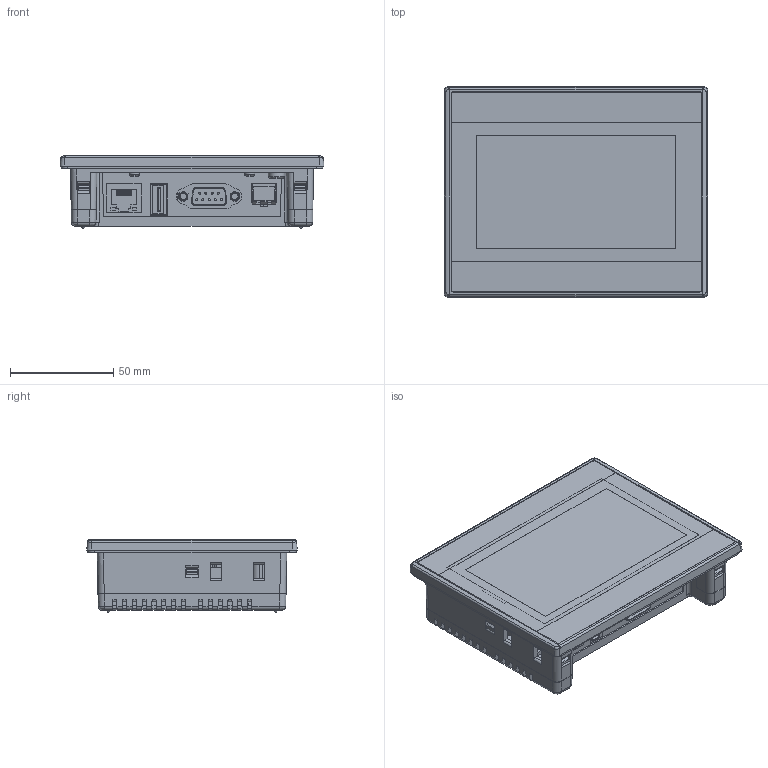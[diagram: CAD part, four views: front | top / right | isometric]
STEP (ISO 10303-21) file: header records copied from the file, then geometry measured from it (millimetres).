
FILE_DESCRIPTION(/* description */ (''),/* implementation_level */ '2;1');
FILE_NAME(/* name */ 'HC-4.3C.stp',/* time_stamp */ '2024-02-18T09:55:15+08:00',/* author */ (''),/* organization */ (''),/* preprocessor_version */ 'ST-DEVELOPER v15',/* originating_system */ 'SIEMENS PLM Software NX 8.5',/* authorisation */ '');
FILE_SCHEMA (('CONFIG_CONTROL_DESIGN'));
Products named in the file (1): HC-4.3C
Bounding box: 128 x 102 x 35.2 mm (x, y, z)
Volume: 140077.5 mm3; surface area: 175393.4 mm2
Topology: 28 solids, 28 shells, 1865 faces, 5524 edges, 3636 vertices
Faces by surface type: plane 1348, cylinder 454, torus 22, sphere 21, bspline 20
Full cylindrical faces by diameter (mm): 1 x9, 2.6 x2, 3.2 x10, 3.4 x1, 4 x7, 5 x2, 5.4 x8, 7 x1, 8 x1
Entity records: 62551 total; most frequent: CARTESIAN_POINT 12055, ORIENTED_EDGE 10824, DIRECTION 10057, EDGE_CURVE 5412, LINE 4343, VECTOR 4343, VERTEX_POINT 3597, AXIS2_PLACEMENT_3D 2857
